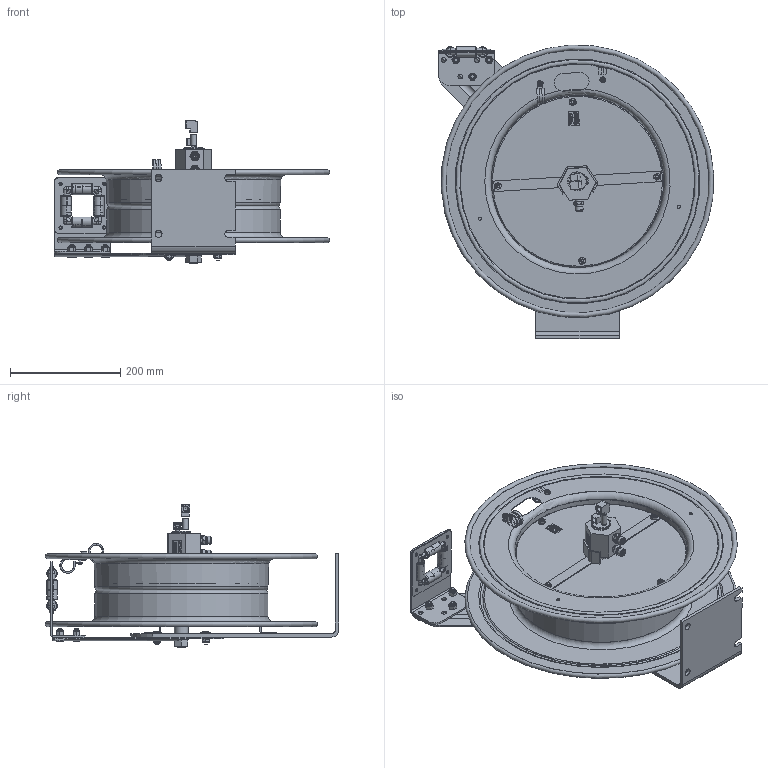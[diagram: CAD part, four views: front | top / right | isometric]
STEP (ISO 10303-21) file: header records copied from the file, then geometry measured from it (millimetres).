
FILE_DESCRIPTION(/* description */ (''),/* implementation_level */ '2;1');
FILE_NAME(/* name */ 'EZ-SHWT-150_SHARED.stp',/* time_stamp */ '2020-02-27T15:05:53-07:00',/* author */ ('NMelton'),/* organization */ (''),/* preprocessor_version */ 'ST-DEVELOPER v17',/* originating_system */ 'Autodesk Inventor 2019',/* authorisation */ '');
FILE_SCHEMA (('AUTOMOTIVE_DESIGN { 1 0 10303 214 3 1 1 }'));
Products named in the file (1): EZ-SHWT-150_SHARED
Bounding box: 499.77 x 532.96 x 258.47 mm (x, y, z)
Surface area: 1380741.6 mm2 (no closed solid volume)
Topology: 0 solids, 189 shells, 3102 faces, 15171 edges, 11814 vertices
Faces by surface type: plane 1750, cylinder 568, bspline 470, cone 192, torus 88, sphere 34
Full cylindrical faces by diameter (mm): 1.93 x2, 2.54 x1, 2.692 x1, 3.048 x1, 3.962 x2, 4.699 x4, 4.75 x3, 4.826 x2, 5.08 x2, 5.182 x2, 5.556 x4, 5.575 x1, 5.588 x4, 6.35 x8, 7.112 x2, 7.938 x3, 8.731 x7, 8.89 x3, 10.312 x1, 10.414 x1, 11.43 x3, 11.557 x4, 12.192 x8, 12.7 x2, 13.208 x1, 14.287 x2, 15.875 x1, 19.05 x5, 25.362 x1, 25.578 x1
Entity records: 159653 total; most frequent: CARTESIAN_POINT 44260, ORIENTED_EDGE 21261, DIRECTION 20065, EDGE_CURVE 15135, VERTEX_POINT 11814, LINE 10121, VECTOR 10121, AXIS2_PLACEMENT_3D 4972
